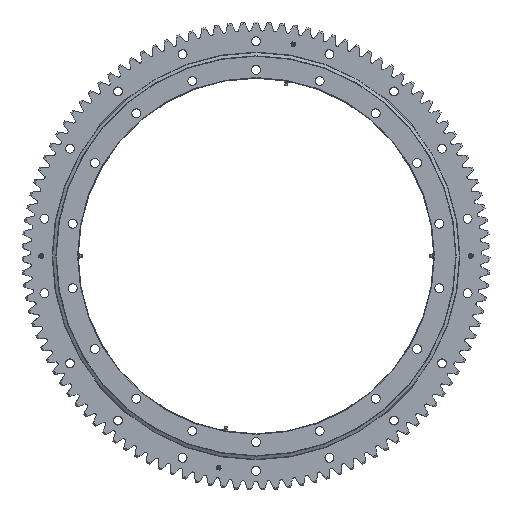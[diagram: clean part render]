
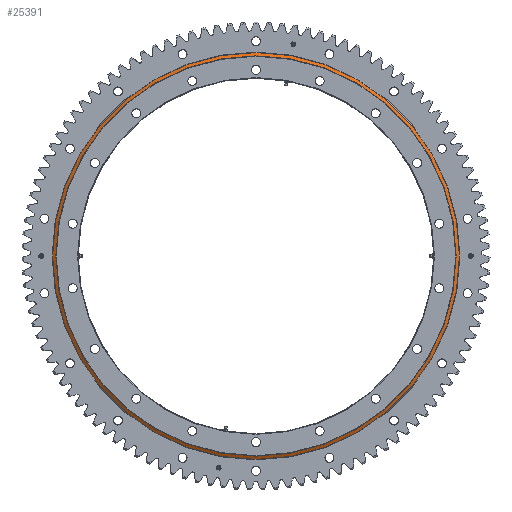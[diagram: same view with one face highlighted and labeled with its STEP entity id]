
A CAD part, top view. The second image highlights one B-rep face of the part: STEP entity #25391.
In plain terms, the highlighted conical face has half-angle 58.57 degrees and reference radius 489.25 mm.
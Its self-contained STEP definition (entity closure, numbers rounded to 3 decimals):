
#1006 = AXIS2_PLACEMENT_3D ( 'NONE', #41167, #29360, #10628 ) ;
#2157 = CARTESIAN_POINT ( 'NONE',  ( 482.25, 2., -489.25 ) ) ;
#3675 = DIRECTION ( 'NONE',  ( 0., -1., 0. ) ) ;
#6055 = VERTEX_POINT ( 'NONE', #64925 ) ;
#9212 = EDGE_LOOP ( 'NONE', ( #61235 ) ) ;
#10628 = DIRECTION ( 'NONE',  ( 0., 0., -1. ) ) ;
#10882 = CARTESIAN_POINT ( 'NONE',  ( 482.25, -2.61, 0. ) ) ;
#13418 = CIRCLE ( 'NONE', #65140, 489.25 ) ;
#15585 = DIRECTION ( 'NONE',  ( 0., 0., -1. ) ) ;
#19346 = CIRCLE ( 'NONE', #26993, 496.794 ) ;
#19432 = FACE_OUTER_BOUND ( 'NONE', #39818, .T. ) ;
#19612 = EDGE_CURVE ( 'NONE', #34054, #34054, #13418, .T. ) ;
#25391 = ADVANCED_FACE ( 'NONE', ( #19432, #57850 ), #44940, .T. ) ;
#26993 = AXIS2_PLACEMENT_3D ( 'NONE', #10882, #30283, #15585 ) ;
#29360 = DIRECTION ( 'NONE',  ( 0., -1., 0. ) ) ;
#30283 = DIRECTION ( 'NONE',  ( 0., -1., 0. ) ) ;
#33386 = EDGE_CURVE ( 'NONE', #6055, #6055, #19346, .T. ) ;
#34054 = VERTEX_POINT ( 'NONE', #2157 ) ;
#38919 = CARTESIAN_POINT ( 'NONE',  ( 482.25, 2., 0. ) ) ;
#39818 = EDGE_LOOP ( 'NONE', ( #64602 ) ) ;
#41167 = CARTESIAN_POINT ( 'NONE',  ( 482.25, 2., 0. ) ) ;
#44940 = CONICAL_SURFACE ( 'NONE', #1006, 489.25, 1.022 ) ;
#57850 = FACE_BOUND ( 'NONE', #9212, .T. ) ;
#59537 = DIRECTION ( 'NONE',  ( 0., 0., -1. ) ) ;
#61235 = ORIENTED_EDGE ( 'NONE', *, *, #19612, .T. ) ;
#64602 = ORIENTED_EDGE ( 'NONE', *, *, #33386, .F. ) ;
#64925 = CARTESIAN_POINT ( 'NONE',  ( 482.25, -2.61, -496.794 ) ) ;
#65140 = AXIS2_PLACEMENT_3D ( 'NONE', #38919, #3675, #59537 ) ;
